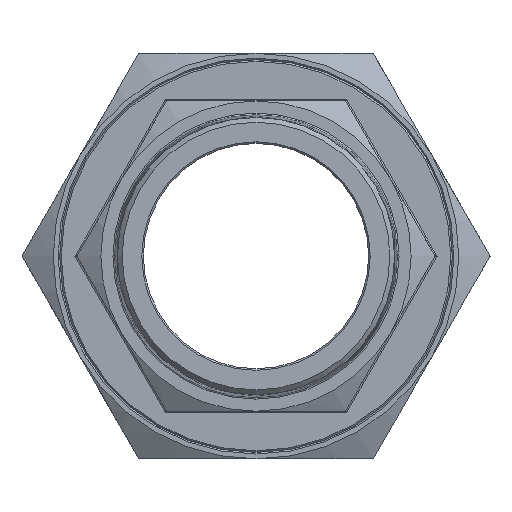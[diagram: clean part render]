
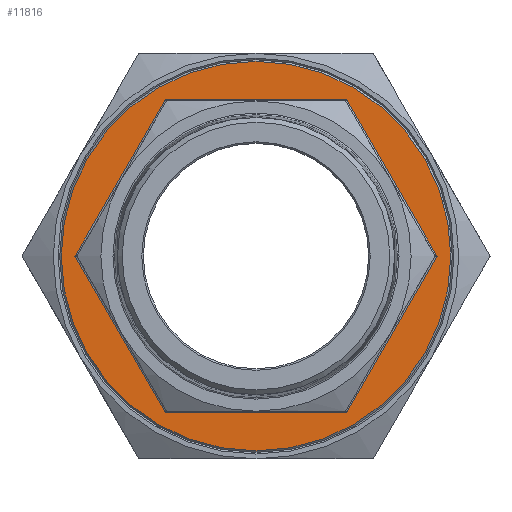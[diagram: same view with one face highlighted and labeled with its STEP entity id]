
A CAD part, left-side view. The second image highlights one B-rep face of the part: STEP entity #11816.
In plain terms, the highlighted planar face has unit normal (-1, 0, 0).
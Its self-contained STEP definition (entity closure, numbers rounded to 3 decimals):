
#2515 = VERTEX_POINT ( 'NONE', #2517 ) ;
#2517 = CARTESIAN_POINT ( 'NONE',  ( -15.45, 0., 60.5 ) ) ;
#2697 = EDGE_LOOP ( 'NONE', ( #10799, #10826, #10848, #10787, #10836, #10824 ) ) ;
#3575 = CARTESIAN_POINT ( 'NONE',  ( -15.45, -28.117, 48.7 ) ) ;
#3634 = CARTESIAN_POINT ( 'NONE',  ( -15.45, 56.234, 0. ) ) ;
#3637 = CARTESIAN_POINT ( 'NONE',  ( -15.45, 28.117, -48.7 ) ) ;
#3639 = CARTESIAN_POINT ( 'NONE',  ( -15.45, 28.117, 48.7 ) ) ;
#3653 = CARTESIAN_POINT ( 'NONE',  ( -15.45, -28.117, -48.7 ) ) ;
#3667 = CARTESIAN_POINT ( 'NONE',  ( -15.45, -56.234, 0. ) ) ;
#5341 = LINE ( 'NONE', #5345, #8635 ) ;
#5345 = CARTESIAN_POINT ( 'NONE',  ( -15.45, -49.133, 12.3 ) ) ;
#5363 = DIRECTION ( 'NONE',  ( 0., 0.5, -0.866 ) ) ;
#5370 = CARTESIAN_POINT ( 'NONE',  ( -15.45, 35.218, 36.4 ) ) ;
#5373 = DIRECTION ( 'NONE',  ( 0., 0.5, 0.866 ) ) ;
#5389 = LINE ( 'NONE', #5370, #8637 ) ;
#5512 = LINE ( 'NONE', #5527, #8682 ) ;
#5527 = CARTESIAN_POINT ( 'NONE',  ( -15.45, -13.914, 48.7 ) ) ;
#5543 = DIRECTION ( 'NONE',  ( 0., 1., 0. ) ) ;
#7307 = EDGE_CURVE ( 'NONE', #13999, #14000, #14357, .T. ) ;
#7320 = EDGE_CURVE ( 'NONE', #14000, #13988, #14359, .T. ) ;
#7373 = EDGE_CURVE ( 'NONE', #13988, #14002, #14448, .T. ) ;
#7399 = EDGE_CURVE ( 'NONE', #2515, #2515, #8586, .T. ) ;
#7513 = EDGE_CURVE ( 'NONE', #14002, #13953, #5341, .T. ) ;
#7522 = EDGE_CURVE ( 'NONE', #13983, #13999, #5389, .T. ) ;
#7552 = EDGE_CURVE ( 'NONE', #13953, #13983, #5512, .T. ) ;
#7634 = AXIS2_PLACEMENT_3D ( 'NONE', #9413, #9414, #9444 ) ;
#8564 = VECTOR ( 'NONE', #14321, 1000. ) ;
#8566 = VECTOR ( 'NONE', #14366, 1000. ) ;
#8567 = VECTOR ( 'NONE', #14449, 1000. ) ;
#8586 = CIRCLE ( 'NONE', #8595, 60.5 ) ;
#8595 = AXIS2_PLACEMENT_3D ( 'NONE', #14530, #14528, #13873 ) ;
#8635 = VECTOR ( 'NONE', #5373, 1000. ) ;
#8637 = VECTOR ( 'NONE', #5363, 1000. ) ;
#8682 = VECTOR ( 'NONE', #5543, 1000. ) ;
#9413 = CARTESIAN_POINT ( 'NONE',  ( -15.45, 0., 0. ) ) ;
#9414 = DIRECTION ( 'NONE',  ( 1., 0., 0. ) ) ;
#9429 = FACE_BOUND ( 'NONE', #2697, .T. ) ;
#9439 = FACE_OUTER_BOUND ( 'NONE', #10994, .T. ) ;
#9444 = DIRECTION ( 'NONE',  ( 0., 1., 0. ) ) ;
#9447 = PLANE ( 'NONE',  #7634 ) ;
#10787 = ORIENTED_EDGE ( 'NONE', *, *, #7513, .F. ) ;
#10798 = ORIENTED_EDGE ( 'NONE', *, *, #7399, .T. ) ;
#10799 = ORIENTED_EDGE ( 'NONE', *, *, #7307, .F. ) ;
#10824 = ORIENTED_EDGE ( 'NONE', *, *, #7320, .F. ) ;
#10826 = ORIENTED_EDGE ( 'NONE', *, *, #7522, .F. ) ;
#10836 = ORIENTED_EDGE ( 'NONE', *, *, #7373, .F. ) ;
#10848 = ORIENTED_EDGE ( 'NONE', *, *, #7552, .F. ) ;
#10994 = EDGE_LOOP ( 'NONE', ( #10798 ) ) ;
#11816 = ADVANCED_FACE ( 'NONE', ( #9439, #9429 ), #9447, .F. ) ;
#13873 = DIRECTION ( 'NONE',  ( 0., 0., 1. ) ) ;
#13953 = VERTEX_POINT ( 'NONE', #3575 ) ;
#13983 = VERTEX_POINT ( 'NONE', #3639 ) ;
#13988 = VERTEX_POINT ( 'NONE', #3653 ) ;
#13999 = VERTEX_POINT ( 'NONE', #3634 ) ;
#14000 = VERTEX_POINT ( 'NONE', #3637 ) ;
#14002 = VERTEX_POINT ( 'NONE', #3667 ) ;
#14321 = DIRECTION ( 'NONE',  ( 0., -0.5, -0.866 ) ) ;
#14330 = CARTESIAN_POINT ( 'NONE',  ( -15.45, 49.133, -12.3 ) ) ;
#14357 = LINE ( 'NONE', #14330, #8564 ) ;
#14359 = LINE ( 'NONE', #14385, #8566 ) ;
#14366 = DIRECTION ( 'NONE',  ( 0., -1., 0. ) ) ;
#14385 = CARTESIAN_POINT ( 'NONE',  ( -15.45, 13.914, -48.7 ) ) ;
#14448 = LINE ( 'NONE', #14482, #8567 ) ;
#14449 = DIRECTION ( 'NONE',  ( 0., -0.5, 0.866 ) ) ;
#14482 = CARTESIAN_POINT ( 'NONE',  ( -15.45, -35.218, -36.4 ) ) ;
#14528 = DIRECTION ( 'NONE',  ( -1., 0., 0. ) ) ;
#14530 = CARTESIAN_POINT ( 'NONE',  ( -15.45, 0., 0. ) ) ;
